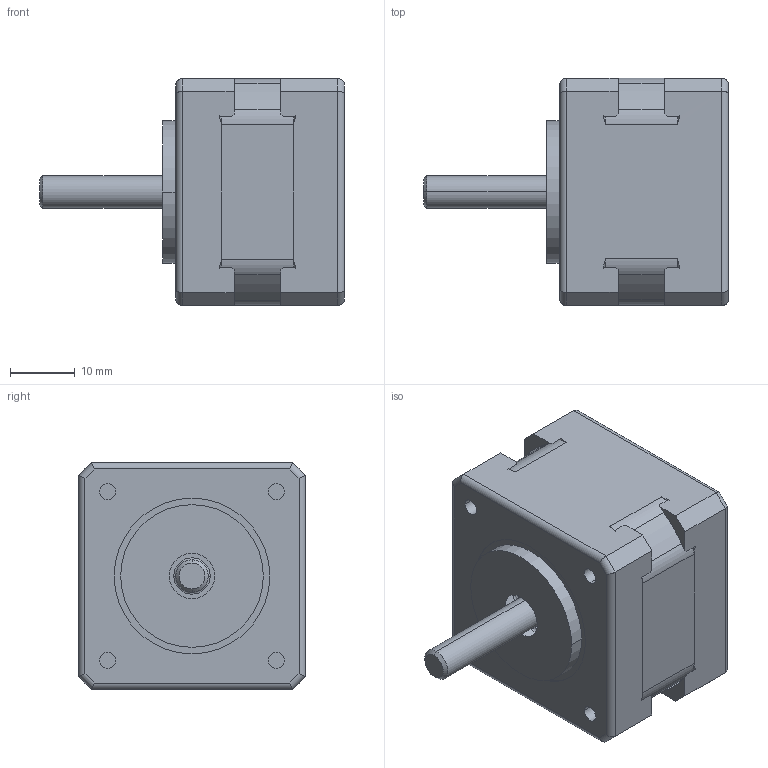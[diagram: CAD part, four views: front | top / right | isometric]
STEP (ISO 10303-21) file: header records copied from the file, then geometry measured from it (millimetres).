
FILE_DESCRIPTION((''),'2;1');
FILE_NAME('FL35ST26-0284A_SW0001','2021-04-10T16:11:35',('xujiajun'),(''),'CREO PARAMETRIC BY PTC INC, 2017110','CREO PARAMETRIC BY PTC INC, 2017110','');
FILE_SCHEMA(('CONFIG_CONTROL_DESIGN'));
Length unit declared in the file: millimetre
Products named in the file (1): FL35ST26-0284A_SW0001
Bounding box: 47 x 35 x 35 mm (x, y, z)
Surface area: 14018.8 mm2 (no closed solid volume)
Topology: 0 solids, 36 shells, 700 faces, 3585 edges, 2794 vertices
Faces by surface type: plane 379, cylinder 242, sphere 40, cone 20, torus 12, bspline 7
Entity records: 36196 total; most frequent: CARTESIAN_POINT 8598, DIRECTION 5633, ORIENTED_EDGE 5211, EDGE_CURVE 3545, VERTEX_POINT 2794, VECTOR 2263, LINE 2263, AXIS2_PLACEMENT_3D 1685
